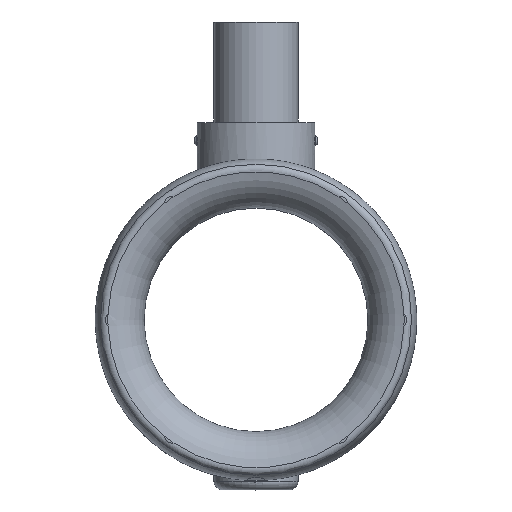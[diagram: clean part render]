
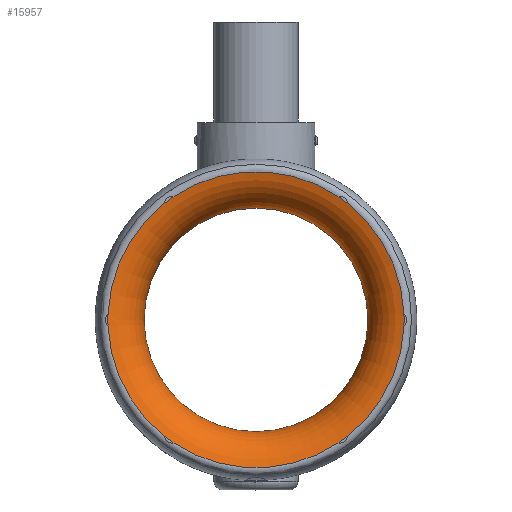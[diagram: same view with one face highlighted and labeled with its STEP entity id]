
A CAD part, top view. The second image highlights one B-rep face of the part: STEP entity #15957.
In plain terms, the highlighted toroidal (fillet/blend) face has major radius 92.329 mm and minor radius 25.811 mm.
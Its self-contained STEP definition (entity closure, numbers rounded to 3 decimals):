
#158 = CARTESIAN_POINT ( 'NONE',  ( -48.644, -73.333, 70.53 ) ) ;
#251 = DIRECTION ( 'NONE',  ( 0., 0., -1. ) ) ;
#269 = DIRECTION ( 'NONE',  ( -1., 0., 0. ) ) ;
#937 = CARTESIAN_POINT ( 'NONE',  ( -87.92, 3.751, 70.53 ) ) ;
#1156 = VERTEX_POINT ( 'NONE', #7130 ) ;
#1371 = CARTESIAN_POINT ( 'NONE',  ( 0., 0., 70.53 ) ) ;
#1384 = EDGE_CURVE ( 'NONE', #5916, #7128, #23446, .T. ) ;
#1928 = CARTESIAN_POINT ( 'NONE',  ( 0., 0., 70.53 ) ) ;
#2286 = DIRECTION ( 'NONE',  ( 1., 0., 0. ) ) ;
#2348 = CARTESIAN_POINT ( 'NONE',  ( 87.92, 3.751, 70.53 ) ) ;
#2640 = DIRECTION ( 'NONE',  ( -1., 0., 0. ) ) ;
#2841 = EDGE_CURVE ( 'NONE', #23023, #7128, #23082, .T. ) ;
#3102 = AXIS2_PLACEMENT_3D ( 'NONE', #14568, #22139, #2286 ) ;
#3320 = AXIS2_PLACEMENT_3D ( 'NONE', #1928, #21652, #3818 ) ;
#3666 = EDGE_LOOP ( 'NONE', ( #11721, #12118, #15134, #20031, #15119, #5122, #22416, #22335, #12934, #15646, #24621, #6932 ) ) ;
#3818 = DIRECTION ( 'NONE',  ( -1., 0., 0. ) ) ;
#4450 = CIRCLE ( 'NONE', #23141, 88. ) ;
#5122 = ORIENTED_EDGE ( 'NONE', *, *, #1384, .F. ) ;
#5525 = DIRECTION ( 'NONE',  ( -1., 0., 0. ) ) ;
#5628 = DIRECTION ( 'NONE',  ( 1., 0., 0. ) ) ;
#5916 = VERTEX_POINT ( 'NONE', #19905 ) ;
#6357 = CARTESIAN_POINT ( 'NONE',  ( 87.92, -3.751, 70.53 ) ) ;
#6378 = EDGE_CURVE ( 'NONE', #21209, #6652, #10925, .T. ) ;
#6652 = VERTEX_POINT ( 'NONE', #15675 ) ;
#6761 = VERTEX_POINT ( 'NONE', #6357 ) ;
#6932 = ORIENTED_EDGE ( 'NONE', *, *, #11681, .F. ) ;
#7128 = VERTEX_POINT ( 'NONE', #15477 ) ;
#7130 = CARTESIAN_POINT ( 'NONE',  ( -54.713, 68.924, 70.53 ) ) ;
#7362 = AXIS2_PLACEMENT_3D ( 'NONE', #13221, #17320, #25443 ) ;
#7989 = EDGE_LOOP ( 'NONE', ( #13939 ) ) ;
#8032 = DIRECTION ( 'NONE',  ( 1., 0., 0. ) ) ;
#8435 = CIRCLE ( 'NONE', #3320, 88. ) ;
#8487 = VERTEX_POINT ( 'NONE', #19615 ) ;
#9329 = DIRECTION ( 'NONE',  ( 0., 0., -1. ) ) ;
#9365 = CARTESIAN_POINT ( 'NONE',  ( 0., 0., 70.53 ) ) ;
#9846 = AXIS2_PLACEMENT_3D ( 'NONE', #24682, #10564, #269 ) ;
#9950 = AXIS2_PLACEMENT_3D ( 'NONE', #10284, #26258, #8032 ) ;
#10284 = CARTESIAN_POINT ( 'NONE',  ( 0., 0., 70.53 ) ) ;
#10369 = EDGE_CURVE ( 'NONE', #1156, #17793, #20419, .T. ) ;
#10564 = DIRECTION ( 'NONE',  ( 0., 0., -1. ) ) ;
#10892 = CIRCLE ( 'NONE', #13446, 88. ) ;
#10925 = CIRCLE ( 'NONE', #20201, 88. ) ;
#11064 = CIRCLE ( 'NONE', #15302, 66.518 ) ;
#11192 = CARTESIAN_POINT ( 'NONE',  ( 0., 0., 70.53 ) ) ;
#11495 = CARTESIAN_POINT ( 'NONE',  ( 0., 0., 70.53 ) ) ;
#11631 = DIRECTION ( 'NONE',  ( 0., 0., 1. ) ) ;
#11681 = EDGE_CURVE ( 'NONE', #1156, #6652, #8435, .T. ) ;
#11721 = ORIENTED_EDGE ( 'NONE', *, *, #10369, .T. ) ;
#12028 = DIRECTION ( 'NONE',  ( -1., 0., 0. ) ) ;
#12078 = CARTESIAN_POINT ( 'NONE',  ( -66.518, 0., 45.085 ) ) ;
#12118 = ORIENTED_EDGE ( 'NONE', *, *, #22827, .F. ) ;
#12154 = EDGE_CURVE ( 'NONE', #23023, #18590, #14013, .T. ) ;
#12161 = DIRECTION ( 'NONE',  ( 0., 0., -1. ) ) ;
#12917 = CIRCLE ( 'NONE', #3102, 88. ) ;
#12934 = ORIENTED_EDGE ( 'NONE', *, *, #18023, .T. ) ;
#13129 = EDGE_CURVE ( 'NONE', #17654, #17654, #11064, .T. ) ;
#13143 = AXIS2_PLACEMENT_3D ( 'NONE', #14948, #21336, #20926 ) ;
#13221 = CARTESIAN_POINT ( 'NONE',  ( 0., 0., 70.53 ) ) ;
#13446 = AXIS2_PLACEMENT_3D ( 'NONE', #11192, #9329, #2640 ) ;
#13939 = ORIENTED_EDGE ( 'NONE', *, *, #13129, .T. ) ;
#14013 = CIRCLE ( 'NONE', #13143, 88. ) ;
#14423 = EDGE_CURVE ( 'NONE', #21209, #22650, #18789, .T. ) ;
#14545 = AXIS2_PLACEMENT_3D ( 'NONE', #22515, #12161, #24406 ) ;
#14568 = CARTESIAN_POINT ( 'NONE',  ( 0., 0., 70.53 ) ) ;
#14642 = CARTESIAN_POINT ( 'NONE',  ( 0., 0., 70.53 ) ) ;
#14948 = CARTESIAN_POINT ( 'NONE',  ( 0., 0., 70.53 ) ) ;
#15119 = ORIENTED_EDGE ( 'NONE', *, *, #2841, .T. ) ;
#15134 = ORIENTED_EDGE ( 'NONE', *, *, #17693, .T. ) ;
#15302 = AXIS2_PLACEMENT_3D ( 'NONE', #17111, #17642, #15642 ) ;
#15477 = CARTESIAN_POINT ( 'NONE',  ( 48.644, -73.333, 70.53 ) ) ;
#15604 = CIRCLE ( 'NONE', #21979, 88. ) ;
#15642 = DIRECTION ( 'NONE',  ( -1., 0., 0. ) ) ;
#15646 = ORIENTED_EDGE ( 'NONE', *, *, #14423, .F. ) ;
#15675 = CARTESIAN_POINT ( 'NONE',  ( -48.644, 73.333, 70.53 ) ) ;
#15729 = DIRECTION ( 'NONE',  ( 1., 0., 0. ) ) ;
#15740 = DIRECTION ( 'NONE',  ( 0., 0., 1. ) ) ;
#15957 = ADVANCED_FACE ( 'NONE', ( #18005, #26121 ), #25178, .T. ) ;
#17111 = CARTESIAN_POINT ( 'NONE',  ( 0., 0., 45.085 ) ) ;
#17320 = DIRECTION ( 'NONE',  ( 0., 0., 1. ) ) ;
#17642 = DIRECTION ( 'NONE',  ( 0., 0., -1. ) ) ;
#17654 = VERTEX_POINT ( 'NONE', #12078 ) ;
#17693 = EDGE_CURVE ( 'NONE', #8487, #18590, #12917, .T. ) ;
#17793 = VERTEX_POINT ( 'NONE', #937 ) ;
#18005 = FACE_OUTER_BOUND ( 'NONE', #7989, .T. ) ;
#18023 = EDGE_CURVE ( 'NONE', #19771, #22650, #22687, .T. ) ;
#18214 = CARTESIAN_POINT ( 'NONE',  ( 54.713, 68.924, 70.53 ) ) ;
#18590 = VERTEX_POINT ( 'NONE', #21146 ) ;
#18765 = DIRECTION ( 'NONE',  ( 0., 0., 1. ) ) ;
#18789 = CIRCLE ( 'NONE', #19586, 88. ) ;
#18967 = CARTESIAN_POINT ( 'NONE',  ( 48.644, 73.333, 70.53 ) ) ;
#19586 = AXIS2_PLACEMENT_3D ( 'NONE', #22107, #251, #12028 ) ;
#19615 = CARTESIAN_POINT ( 'NONE',  ( -87.92, -3.751, 70.53 ) ) ;
#19771 = VERTEX_POINT ( 'NONE', #2348 ) ;
#19905 = CARTESIAN_POINT ( 'NONE',  ( 54.713, -68.924, 70.53 ) ) ;
#20031 = ORIENTED_EDGE ( 'NONE', *, *, #12154, .F. ) ;
#20201 = AXIS2_PLACEMENT_3D ( 'NONE', #14642, #18765, #22875 ) ;
#20419 = CIRCLE ( 'NONE', #22540, 88. ) ;
#20926 = DIRECTION ( 'NONE',  ( -1., 0., 0. ) ) ;
#21146 = CARTESIAN_POINT ( 'NONE',  ( -54.713, -68.924, 70.53 ) ) ;
#21209 = VERTEX_POINT ( 'NONE', #18967 ) ;
#21336 = DIRECTION ( 'NONE',  ( 0., 0., -1. ) ) ;
#21399 = EDGE_CURVE ( 'NONE', #19771, #6761, #10892, .T. ) ;
#21652 = DIRECTION ( 'NONE',  ( 0., 0., -1. ) ) ;
#21979 = AXIS2_PLACEMENT_3D ( 'NONE', #1371, #22014, #5525 ) ;
#22014 = DIRECTION ( 'NONE',  ( 0., 0., -1. ) ) ;
#22107 = CARTESIAN_POINT ( 'NONE',  ( 0., 0., 70.53 ) ) ;
#22139 = DIRECTION ( 'NONE',  ( 0., 0., 1. ) ) ;
#22335 = ORIENTED_EDGE ( 'NONE', *, *, #21399, .F. ) ;
#22416 = ORIENTED_EDGE ( 'NONE', *, *, #24047, .T. ) ;
#22515 = CARTESIAN_POINT ( 'NONE',  ( 0., 0., 45.085 ) ) ;
#22540 = AXIS2_PLACEMENT_3D ( 'NONE', #9365, #15740, #5628 ) ;
#22650 = VERTEX_POINT ( 'NONE', #18214 ) ;
#22687 = CIRCLE ( 'NONE', #9950, 88. ) ;
#22827 = EDGE_CURVE ( 'NONE', #8487, #17793, #15604, .T. ) ;
#22875 = DIRECTION ( 'NONE',  ( 1., 0., 0. ) ) ;
#23023 = VERTEX_POINT ( 'NONE', #158 ) ;
#23082 = CIRCLE ( 'NONE', #7362, 88. ) ;
#23141 = AXIS2_PLACEMENT_3D ( 'NONE', #11495, #11631, #15729 ) ;
#23446 = CIRCLE ( 'NONE', #9846, 88. ) ;
#24047 = EDGE_CURVE ( 'NONE', #5916, #6761, #4450, .T. ) ;
#24406 = DIRECTION ( 'NONE',  ( -1., 0., 0. ) ) ;
#24621 = ORIENTED_EDGE ( 'NONE', *, *, #6378, .T. ) ;
#24682 = CARTESIAN_POINT ( 'NONE',  ( 0., 0., 70.53 ) ) ;
#25178 = TOROIDAL_SURFACE ( 'NONE', #14545, 92.329, 25.811 ) ;
#25443 = DIRECTION ( 'NONE',  ( 1., 0., 0. ) ) ;
#26121 = FACE_OUTER_BOUND ( 'NONE', #3666, .T. ) ;
#26258 = DIRECTION ( 'NONE',  ( 0., 0., 1. ) ) ;
